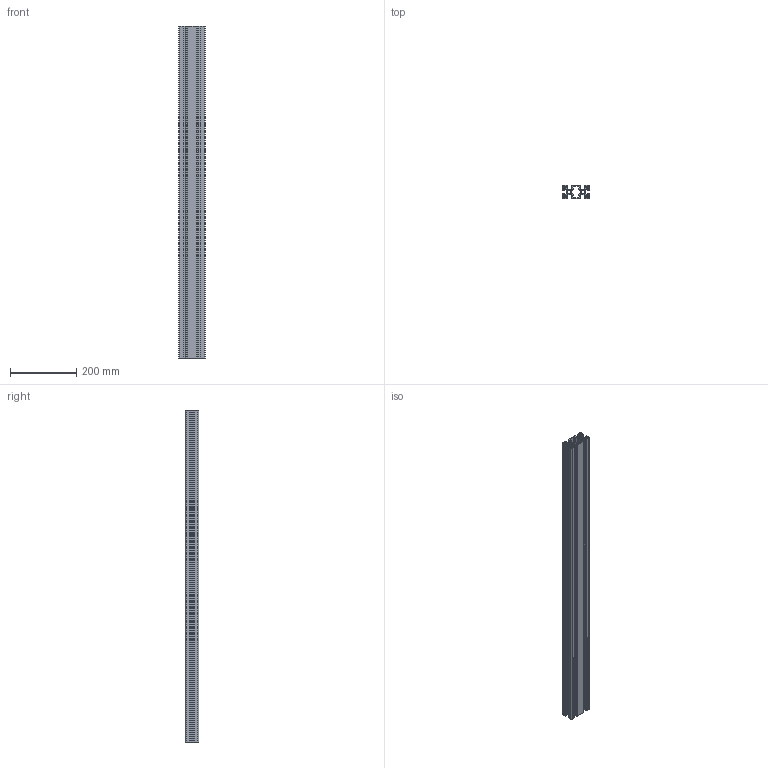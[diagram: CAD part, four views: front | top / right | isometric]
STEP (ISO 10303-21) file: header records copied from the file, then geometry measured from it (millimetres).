
FILE_DESCRIPTION(/* description */ ('Translator using VaultInventorServer'),/* implementation_level */ '2;1');
FILE_NAME(/* name */ 'BPRDD0001388_A.stp',/* time_stamp */ '2024-01-31T14:14:57+01:00',/* author */ ('Michele Amidei'),/* organization */ (''),/* preprocessor_version */ 'ST-DEVELOPER v18.1',/* originating_system */ 'Autodesk Inventor 2022',/* authorisation */ '');
FILE_SCHEMA (('AUTOMOTIVE_DESIGN { 1 0 10303 214 3 1 1 }'));
Length unit declared in the file: millimetre
Products named in the file (1): BPRDD0001388
Bounding box: 80 x 40 x 1000 mm (x, y, z)
Volume: 971873.7 mm3; surface area: 818630.2 mm2
Topology: 1 solids, 1 shells, 366 faces, 1092 edges, 728 vertices
Faces by surface type: cylinder 190, plane 176
Entity records: 12487 total; most frequent: DIRECTION 2206, CARTESIAN_POINT 2187, ORIENTED_EDGE 2184, EDGE_CURVE 1092, AXIS2_PLACEMENT_3D 747, VERTEX_POINT 728, LINE 712, VECTOR 712
